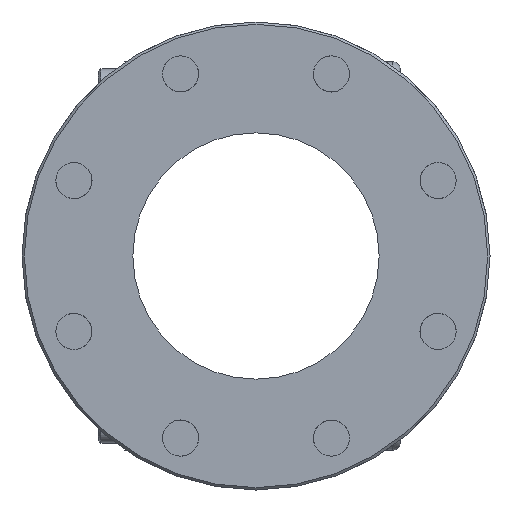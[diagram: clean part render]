
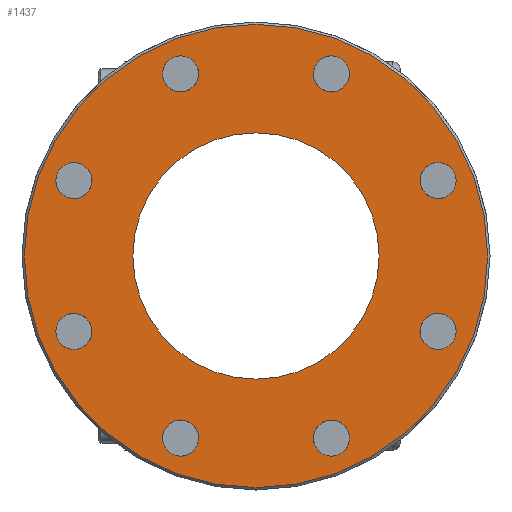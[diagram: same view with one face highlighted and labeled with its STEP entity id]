
A CAD part, left-side view. The second image highlights one B-rep face of the part: STEP entity #1437.
In plain terms, the highlighted planar face has unit normal (-1, 0, 0).
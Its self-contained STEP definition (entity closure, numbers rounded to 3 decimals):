
#58=PLANE('',#1591);
#204=FACE_BOUND('',#451,.T.);
#205=FACE_BOUND('',#452,.T.);
#206=FACE_BOUND('',#453,.T.);
#207=FACE_BOUND('',#454,.T.);
#208=FACE_BOUND('',#455,.T.);
#209=FACE_BOUND('',#456,.T.);
#210=FACE_BOUND('',#457,.T.);
#211=FACE_BOUND('',#458,.T.);
#212=FACE_BOUND('',#459,.T.);
#310=FACE_OUTER_BOUND('',#450,.T.);
#450=EDGE_LOOP('',(#1106));
#451=EDGE_LOOP('',(#1107));
#452=EDGE_LOOP('',(#1108));
#453=EDGE_LOOP('',(#1109));
#454=EDGE_LOOP('',(#1110));
#455=EDGE_LOOP('',(#1111));
#456=EDGE_LOOP('',(#1112));
#457=EDGE_LOOP('',(#1113));
#458=EDGE_LOOP('',(#1114));
#459=EDGE_LOOP('',(#1115));
#636=CIRCLE('',#1562,11.);
#637=CIRCLE('',#1564,11.);
#638=CIRCLE('',#1566,11.);
#639=CIRCLE('',#1568,11.);
#640=CIRCLE('',#1570,11.);
#641=CIRCLE('',#1572,11.);
#642=CIRCLE('',#1574,11.);
#646=CIRCLE('',#1581,11.);
#650=CIRCLE('',#1589,141.075);
#652=CIRCLE('',#1592,75.);
#757=VERTEX_POINT('',#2322);
#758=VERTEX_POINT('',#2325);
#759=VERTEX_POINT('',#2328);
#760=VERTEX_POINT('',#2331);
#761=VERTEX_POINT('',#2334);
#762=VERTEX_POINT('',#2337);
#763=VERTEX_POINT('',#2340);
#767=VERTEX_POINT('',#2351);
#777=VERTEX_POINT('',#2377);
#779=VERTEX_POINT('',#2382);
#896=EDGE_CURVE('',#757,#757,#636,.T.);
#897=EDGE_CURVE('',#758,#758,#637,.T.);
#898=EDGE_CURVE('',#759,#759,#638,.T.);
#899=EDGE_CURVE('',#760,#760,#639,.T.);
#900=EDGE_CURVE('',#761,#761,#640,.T.);
#901=EDGE_CURVE('',#762,#762,#641,.T.);
#902=EDGE_CURVE('',#763,#763,#642,.T.);
#906=EDGE_CURVE('',#767,#767,#646,.T.);
#918=EDGE_CURVE('',#777,#777,#650,.T.);
#920=EDGE_CURVE('',#779,#779,#652,.T.);
#1106=ORIENTED_EDGE('',*,*,#918,.F.);
#1107=ORIENTED_EDGE('',*,*,#920,.T.);
#1108=ORIENTED_EDGE('',*,*,#902,.T.);
#1109=ORIENTED_EDGE('',*,*,#901,.T.);
#1110=ORIENTED_EDGE('',*,*,#900,.T.);
#1111=ORIENTED_EDGE('',*,*,#899,.T.);
#1112=ORIENTED_EDGE('',*,*,#898,.T.);
#1113=ORIENTED_EDGE('',*,*,#897,.T.);
#1114=ORIENTED_EDGE('',*,*,#896,.T.);
#1115=ORIENTED_EDGE('',*,*,#906,.T.);
#1437=ADVANCED_FACE('',(#310,#204,#205,#206,#207,#208,#209,#210,#211,#212),
#58,.T.);
#1562=AXIS2_PLACEMENT_3D('',#2323,#1836,#1837);
#1564=AXIS2_PLACEMENT_3D('',#2326,#1840,#1841);
#1566=AXIS2_PLACEMENT_3D('',#2329,#1844,#1845);
#1568=AXIS2_PLACEMENT_3D('',#2332,#1848,#1849);
#1570=AXIS2_PLACEMENT_3D('',#2335,#1852,#1853);
#1572=AXIS2_PLACEMENT_3D('',#2338,#1856,#1857);
#1574=AXIS2_PLACEMENT_3D('',#2341,#1860,#1861);
#1581=AXIS2_PLACEMENT_3D('',#2352,#1874,#1875);
#1589=AXIS2_PLACEMENT_3D('',#2378,#1898,#1899);
#1591=AXIS2_PLACEMENT_3D('',#2381,#1902,#1903);
#1592=AXIS2_PLACEMENT_3D('',#2383,#1904,#1905);
#1836=DIRECTION('center_axis',(1.,0.,0.));
#1837=DIRECTION('ref_axis',(0.,1.,0.));
#1840=DIRECTION('center_axis',(1.,0.,0.));
#1841=DIRECTION('ref_axis',(0.,0.707,-0.707));
#1844=DIRECTION('center_axis',(1.,0.,0.));
#1845=DIRECTION('ref_axis',(0.,0.,-1.));
#1848=DIRECTION('center_axis',(1.,0.,0.));
#1849=DIRECTION('ref_axis',(0.,-0.707,-0.707));
#1852=DIRECTION('center_axis',(1.,0.,0.));
#1853=DIRECTION('ref_axis',(0.,-1.,0.));
#1856=DIRECTION('center_axis',(1.,0.,0.));
#1857=DIRECTION('ref_axis',(0.,-0.707,0.707));
#1860=DIRECTION('center_axis',(1.,0.,0.));
#1861=DIRECTION('ref_axis',(0.,0.,1.));
#1874=DIRECTION('center_axis',(1.,0.,0.));
#1875=DIRECTION('ref_axis',(0.,0.707,0.707));
#1898=DIRECTION('center_axis',(1.,0.,0.));
#1899=DIRECTION('ref_axis',(0.,-1.,0.));
#1902=DIRECTION('center_axis',(-1.,0.,0.));
#1903=DIRECTION('ref_axis',(0.,0.,1.));
#1904=DIRECTION('center_axis',(1.,0.,0.));
#1905=DIRECTION('ref_axis',(0.,0.,-1.));
#2322=CARTESIAN_POINT('',(0.,34.922,-110.866));
#2323=CARTESIAN_POINT('Origin',(0.,45.922,-110.866));
#2325=CARTESIAN_POINT('',(0.,-53.7,-103.087));
#2326=CARTESIAN_POINT('Origin',(0.,-45.922,-110.866));
#2328=CARTESIAN_POINT('',(0.,-110.866,-34.922));
#2329=CARTESIAN_POINT('Origin',(0.,-110.866,-45.922));
#2331=CARTESIAN_POINT('',(0.,-103.087,53.7));
#2332=CARTESIAN_POINT('Origin',(0.,-110.866,45.922));
#2334=CARTESIAN_POINT('',(0.,-34.922,110.866));
#2335=CARTESIAN_POINT('Origin',(0.,-45.922,110.866));
#2337=CARTESIAN_POINT('',(0.,53.7,103.087));
#2338=CARTESIAN_POINT('Origin',(0.,45.922,110.866));
#2340=CARTESIAN_POINT('',(0.,110.866,34.922));
#2341=CARTESIAN_POINT('Origin',(0.,110.866,45.922));
#2351=CARTESIAN_POINT('',(0.,103.087,-53.7));
#2352=CARTESIAN_POINT('Origin',(0.,110.866,-45.922));
#2377=CARTESIAN_POINT('',(0.,141.075,0.));
#2378=CARTESIAN_POINT('Origin',(0.,0.,0.));
#2381=CARTESIAN_POINT('Origin',(0.,142.5,0.));
#2382=CARTESIAN_POINT('',(0.,75.,0.));
#2383=CARTESIAN_POINT('Origin',(0.,0.,0.));
